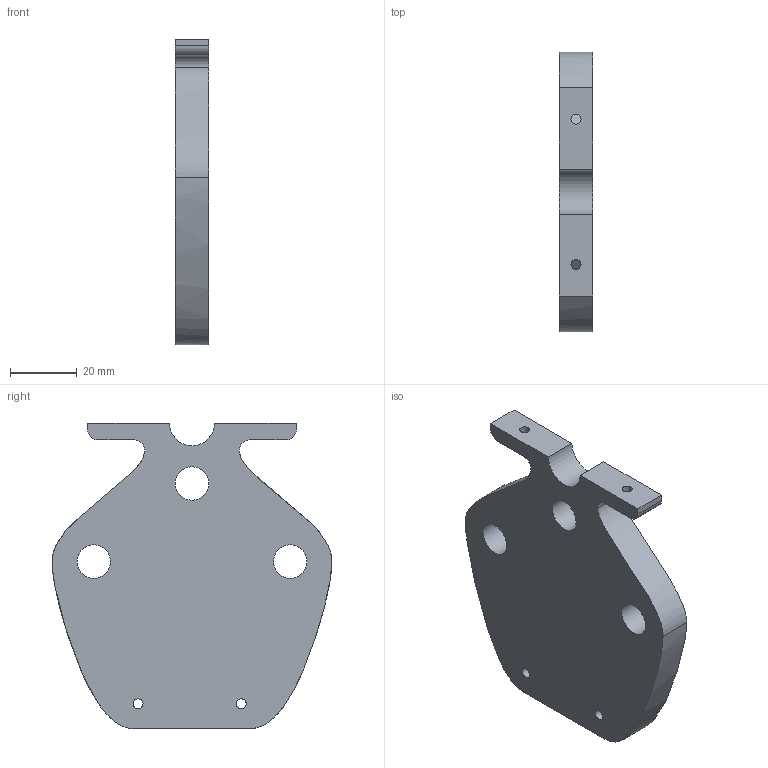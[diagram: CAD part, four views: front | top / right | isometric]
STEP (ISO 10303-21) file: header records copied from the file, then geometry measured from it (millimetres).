
FILE_DESCRIPTION(/* description */ (''),/* implementation_level */ '2;1');
FILE_NAME(/* name */ 'DronePiece3.step',/* time_stamp */ '2023-11-03T15:31:28+01:00',/* author */ (''),/* organization */ (''),/* preprocessor_version */ 'ST-DEVELOPER v20',/* originating_system */ 'Autodesk Translation Framework v12.14.0.127',/* authorisation */ '');
FILE_SCHEMA (('AUTOMOTIVE_DESIGN { 1 0 10303 214 3 1 1 }'));
Length unit declared in the file: millimetre
Products named in the file (1): (Non enregistré)
Bounding box: 10 x 83.91 x 91.59 mm (x, y, z)
Volume: 55143.3 mm3; surface area: 15812.4 mm2
Topology: 1 solids, 1 shells, 25 faces, 69 edges, 46 vertices
Faces by surface type: cylinder 12, plane 9, bspline 4
Full cylindrical faces by diameter (mm): 3 x4, 10.03 x3
Entity records: 995 total; most frequent: CARTESIAN_POINT 289, ORIENTED_EDGE 138, DIRECTION 129, EDGE_CURVE 69, VERTEX_POINT 46, AXIS2_PLACEMENT_3D 46, EDGE_LOOP 39, LINE 37
